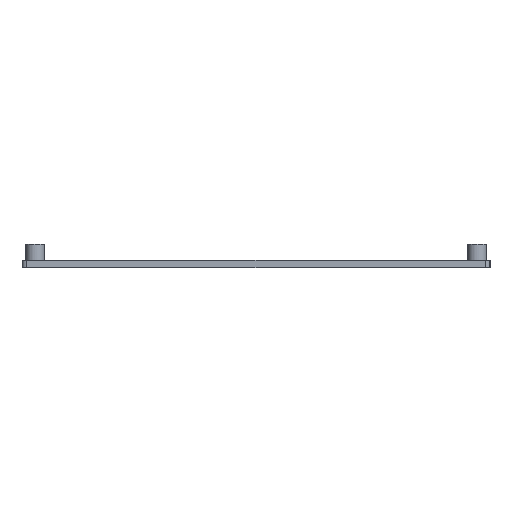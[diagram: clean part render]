
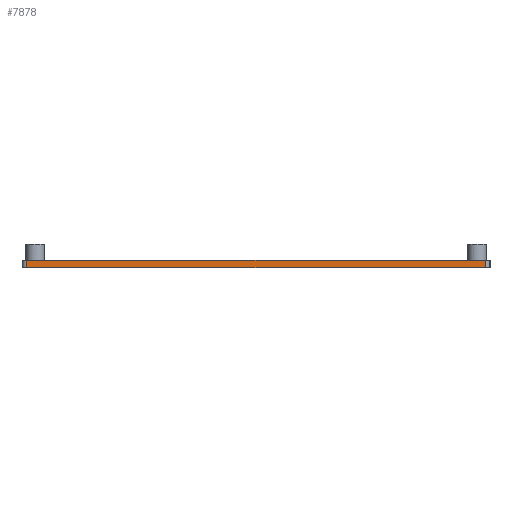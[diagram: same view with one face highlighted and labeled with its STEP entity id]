
A CAD part, left-side view. The second image highlights one B-rep face of the part: STEP entity #7878.
In plain terms, the highlighted planar face has unit normal (-1, 0, 0).
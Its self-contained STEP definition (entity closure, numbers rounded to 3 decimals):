
#1082=FACE_OUTER_BOUND('',#1474,.T.);
#1474=EDGE_LOOP('',(#6473,#6474,#6475,#6476));
#2332=LINE('',#13211,#3086);
#2333=LINE('',#13214,#3087);
#2334=LINE('',#13216,#3088);
#2335=LINE('',#13217,#3089);
#3086=VECTOR('',#10884,10.);
#3087=VECTOR('',#10887,10.);
#3088=VECTOR('',#10888,10.);
#3089=VECTOR('',#10889,10.);
#3839=VERTEX_POINT('',#13204);
#3842=VERTEX_POINT('',#13209);
#3843=VERTEX_POINT('',#13213);
#3844=VERTEX_POINT('',#13215);
#4966=EDGE_CURVE('',#3842,#3839,#2332,.T.);
#4967=EDGE_CURVE('',#3843,#3842,#2333,.T.);
#4968=EDGE_CURVE('',#3844,#3843,#2334,.T.);
#4969=EDGE_CURVE('',#3839,#3844,#2335,.T.);
#6473=ORIENTED_EDGE('',*,*,#4966,.F.);
#6474=ORIENTED_EDGE('',*,*,#4967,.F.);
#6475=ORIENTED_EDGE('',*,*,#4968,.F.);
#6476=ORIENTED_EDGE('',*,*,#4969,.F.);
#7501=PLANE('',#8651);
#7878=ADVANCED_FACE('',(#1082),#7501,.F.);
#8651=AXIS2_PLACEMENT_3D('',#13212,#10885,#10886);
#10884=DIRECTION('',(0.,0.,1.));
#10885=DIRECTION('center_axis',(1.,0.,0.));
#10886=DIRECTION('ref_axis',(0.,1.,0.));
#10887=DIRECTION('',(0.,1.,0.));
#10888=DIRECTION('',(0.,0.,-1.));
#10889=DIRECTION('',(0.,-1.,0.));
#13204=CARTESIAN_POINT('',(-74.901,-69.188,1.73));
#13209=CARTESIAN_POINT('',(-74.901,-69.188,0.13));
#13211=CARTESIAN_POINT('',(-74.901,-69.188,0.93));
#13212=CARTESIAN_POINT('Origin',(-74.901,-168.688,0.13));
#13213=CARTESIAN_POINT('',(-74.901,-167.688,0.13));
#13214=CARTESIAN_POINT('',(-74.901,-84.299,0.13));
#13215=CARTESIAN_POINT('',(-74.901,-167.688,1.73));
#13216=CARTESIAN_POINT('',(-74.901,-167.688,0.93));
#13217=CARTESIAN_POINT('',(-74.901,-84.299,1.73));
